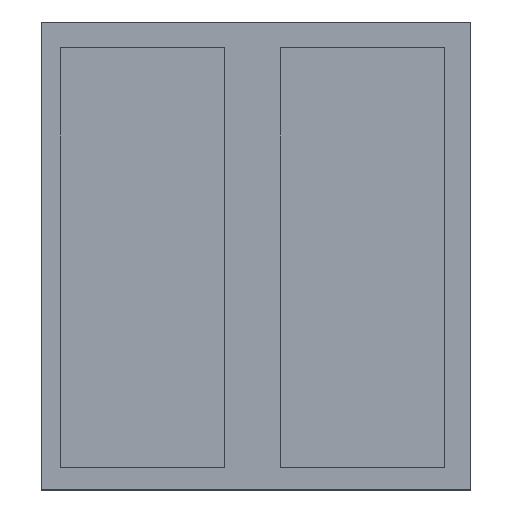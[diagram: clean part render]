
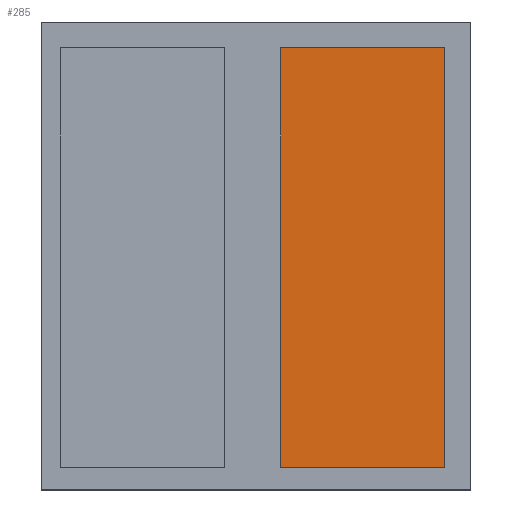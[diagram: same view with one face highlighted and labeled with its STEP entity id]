
A CAD part, top view. The second image highlights one B-rep face of the part: STEP entity #285.
In plain terms, the highlighted planar face has unit normal (0, 0, 1).
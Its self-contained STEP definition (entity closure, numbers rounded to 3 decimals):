
#31=FACE_OUTER_BOUND('',#49,.T.);
#49=EDGE_LOOP('',(#247,#248,#249,#250));
#51=LINE('',#391,#87);
#55=LINE('',#399,#91);
#65=LINE('',#420,#101);
#68=LINE('',#425,#104);
#87=VECTOR('',#321,10.);
#91=VECTOR('',#327,10.);
#101=VECTOR('',#343,10.);
#104=VECTOR('',#348,10.);
#123=VERTEX_POINT('',#389);
#124=VERTEX_POINT('',#390);
#127=VERTEX_POINT('',#398);
#135=VERTEX_POINT('',#419);
#147=EDGE_CURVE('',#123,#124,#51,.T.);
#151=EDGE_CURVE('',#127,#123,#55,.T.);
#161=EDGE_CURVE('',#124,#135,#65,.T.);
#164=EDGE_CURVE('',#135,#127,#68,.T.);
#247=ORIENTED_EDGE('',*,*,#151,.T.);
#248=ORIENTED_EDGE('',*,*,#147,.T.);
#249=ORIENTED_EDGE('',*,*,#161,.T.);
#250=ORIENTED_EDGE('',*,*,#164,.T.);
#269=PLANE('',#315);
#285=ADVANCED_FACE('',(#31),#269,.T.);
#315=AXIS2_PLACEMENT_3D('',#462,#383,#384);
#321=DIRECTION('',(0.,-1.,0.));
#327=DIRECTION('',(-1.,0.,0.));
#343=DIRECTION('',(1.,0.,0.));
#348=DIRECTION('',(0.,1.,0.));
#383=DIRECTION('center_axis',(0.,0.,1.));
#384=DIRECTION('ref_axis',(1.,0.,0.));
#389=CARTESIAN_POINT('',(171.65,-152.972,35.475));
#390=CARTESIAN_POINT('',(171.65,-218.046,35.475));
#391=CARTESIAN_POINT('',(171.65,-201.634,35.475));
#398=CARTESIAN_POINT('',(197.1,-152.972,35.475));
#399=CARTESIAN_POINT('',(169.738,-152.972,35.475));
#419=CARTESIAN_POINT('',(197.1,-218.046,35.475));
#420=CARTESIAN_POINT('',(182.463,-218.046,35.475));
#425=CARTESIAN_POINT('',(197.1,-169.097,35.475));
#462=CARTESIAN_POINT('Origin',(167.825,-185.222,35.475));
